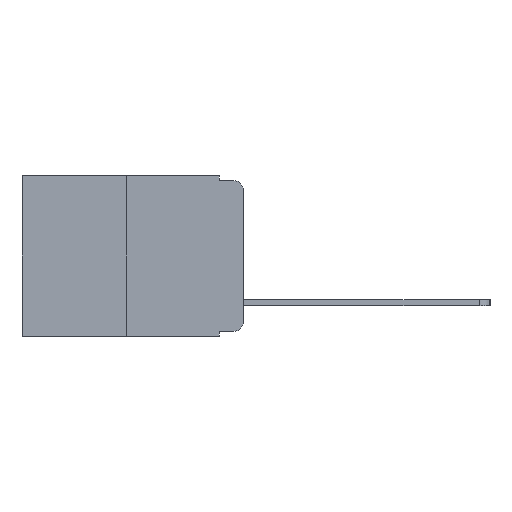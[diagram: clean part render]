
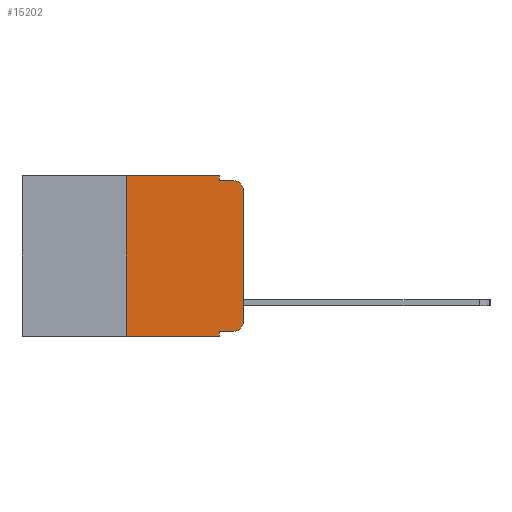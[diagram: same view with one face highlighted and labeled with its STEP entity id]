
A CAD part, left-side view. The second image highlights one B-rep face of the part: STEP entity #15202.
In plain terms, the highlighted planar face has unit normal (-1, 0, 0).
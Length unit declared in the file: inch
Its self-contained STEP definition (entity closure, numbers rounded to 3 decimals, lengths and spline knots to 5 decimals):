
#26 = CARTESIAN_POINT ( 'NONE',  ( 0., 0.051, -0.343 ) ) ;
#85 = CIRCLE ( 'NONE', #3409, 0.02 ) ;
#90 = DIRECTION ( 'NONE',  ( 0., -1., 0. ) ) ;
#1213 = PLANE ( 'NONE',  #6935 ) ;
#1319 = LINE ( 'NONE', #1785, #8871 ) ;
#1725 = EDGE_CURVE ( 'NONE', #4854, #4965, #15423, .T. ) ;
#1785 = CARTESIAN_POINT ( 'NONE',  ( 0., 0.051, -0.333 ) ) ;
#2871 = DIRECTION ( 'NONE',  ( 0., -1., 0. ) ) ;
#3151 = LINE ( 'NONE', #15056, #7161 ) ;
#3174 = FACE_OUTER_BOUND ( 'NONE', #9796, .T. ) ;
#3211 = CARTESIAN_POINT ( 'NONE',  ( 0., 0.02, -0.333 ) ) ;
#3355 = ORIENTED_EDGE ( 'NONE', *, *, #8486, .T. ) ;
#3409 = AXIS2_PLACEMENT_3D ( 'NONE', #12457, #3875, #13796 ) ;
#3743 = ORIENTED_EDGE ( 'NONE', *, *, #14224, .T. ) ;
#3875 = DIRECTION ( 'NONE',  ( -1., 0., 0. ) ) ;
#3980 = VERTEX_POINT ( 'NONE', #13822 ) ;
#4275 = DIRECTION ( 'NONE',  ( 0., 0., -1. ) ) ;
#4282 = DIRECTION ( 'NONE',  ( -1., 0., 0. ) ) ;
#4290 = VECTOR ( 'NONE', #90, 39.37008 ) ;
#4585 = EDGE_CURVE ( 'NONE', #6803, #6117, #85, .T. ) ;
#4663 = CARTESIAN_POINT ( 'NONE',  ( 0., 0.25, 0. ) ) ;
#4854 = VERTEX_POINT ( 'NONE', #14261 ) ;
#4965 = VERTEX_POINT ( 'NONE', #17129 ) ;
#5024 = DIRECTION ( 'NONE',  ( 0., 0., -1. ) ) ;
#5096 = EDGE_CURVE ( 'NONE', #15884, #7428, #15080, .T. ) ;
#5265 = CARTESIAN_POINT ( 'NONE',  ( 0., 0.051, -0.333 ) ) ;
#5316 = CARTESIAN_POINT ( 'NONE',  ( 0., 0.02, -0.03 ) ) ;
#5622 = VECTOR ( 'NONE', #5024, 39.37008 ) ;
#5650 = ORIENTED_EDGE ( 'NONE', *, *, #4585, .T. ) ;
#5914 = DIRECTION ( 'NONE',  ( 1., 0., 0. ) ) ;
#6031 = ORIENTED_EDGE ( 'NONE', *, *, #8057, .F. ) ;
#6032 = ORIENTED_EDGE ( 'NONE', *, *, #8546, .F. ) ;
#6117 = VERTEX_POINT ( 'NONE', #11078 ) ;
#6803 = VERTEX_POINT ( 'NONE', #3211 ) ;
#6935 = AXIS2_PLACEMENT_3D ( 'NONE', #14205, #5914, #15638 ) ;
#7161 = VECTOR ( 'NONE', #10925, 39.37008 ) ;
#7428 = VERTEX_POINT ( 'NONE', #17460 ) ;
#8057 = EDGE_CURVE ( 'NONE', #15829, #17987, #9428, .T. ) ;
#8390 = VECTOR ( 'NONE', #2871, 39.37008 ) ;
#8486 = EDGE_CURVE ( 'NONE', #12429, #17987, #15285, .T. ) ;
#8546 = EDGE_CURVE ( 'NONE', #3980, #4965, #14441, .T. ) ;
#8871 = VECTOR ( 'NONE', #10633, 39.37008 ) ;
#9043 = DIRECTION ( 'NONE',  ( 0., 0., 1. ) ) ;
#9260 = EDGE_CURVE ( 'NONE', #12429, #15884, #14192, .T. ) ;
#9428 = LINE ( 'NONE', #17495, #5622 ) ;
#9503 = AXIS2_PLACEMENT_3D ( 'NONE', #5316, #4282, #4275 ) ;
#9796 = EDGE_LOOP ( 'NONE', ( #16194, #12843, #6032, #11946, #10113, #14674, #3355, #6031, #3743, #5650 ) ) ;
#10113 = ORIENTED_EDGE ( 'NONE', *, *, #5096, .F. ) ;
#10348 = VECTOR ( 'NONE', #15789, 39.37008 ) ;
#10525 = CARTESIAN_POINT ( 'NONE',  ( 0., 0.473, 0. ) ) ;
#10633 = DIRECTION ( 'NONE',  ( 0., -1., 0. ) ) ;
#10925 = DIRECTION ( 'NONE',  ( 0., 0., 1. ) ) ;
#11078 = CARTESIAN_POINT ( 'NONE',  ( 0., 0., -0.313 ) ) ;
#11112 = CARTESIAN_POINT ( 'NONE',  ( 0., 0.25, 0. ) ) ;
#11563 = CARTESIAN_POINT ( 'NONE',  ( 0., 0.473, -0.343 ) ) ;
#11946 = ORIENTED_EDGE ( 'NONE', *, *, #14778, .F. ) ;
#12429 = VERTEX_POINT ( 'NONE', #14810 ) ;
#12457 = CARTESIAN_POINT ( 'NONE',  ( 0., 0.02, -0.313 ) ) ;
#12843 = ORIENTED_EDGE ( 'NONE', *, *, #1725, .T. ) ;
#13086 = EDGE_CURVE ( 'NONE', #6117, #4854, #3151, .T. ) ;
#13765 = VECTOR ( 'NONE', #9043, 39.37008 ) ;
#13796 = DIRECTION ( 'NONE',  ( 0., 0., -1. ) ) ;
#13822 = CARTESIAN_POINT ( 'NONE',  ( 0., 0.051, -0.01 ) ) ;
#14126 = LINE ( 'NONE', #14696, #17300 ) ;
#14192 = LINE ( 'NONE', #4663, #13765 ) ;
#14205 = CARTESIAN_POINT ( 'NONE',  ( 0., 0.473, 0. ) ) ;
#14224 = EDGE_CURVE ( 'NONE', #15829, #6803, #1319, .T. ) ;
#14261 = CARTESIAN_POINT ( 'NONE',  ( 0., 0., -0.03 ) ) ;
#14421 = CARTESIAN_POINT ( 'NONE',  ( 0., 0.051, -0.01 ) ) ;
#14441 = LINE ( 'NONE', #14421, #10348 ) ;
#14674 = ORIENTED_EDGE ( 'NONE', *, *, #9260, .F. ) ;
#14696 = CARTESIAN_POINT ( 'NONE',  ( 0., 0.051, 0. ) ) ;
#14778 = EDGE_CURVE ( 'NONE', #7428, #3980, #14126, .T. ) ;
#14810 = CARTESIAN_POINT ( 'NONE',  ( 0., 0.25, -0.343 ) ) ;
#15056 = CARTESIAN_POINT ( 'NONE',  ( 0., 0., 0. ) ) ;
#15080 = LINE ( 'NONE', #10525, #4290 ) ;
#15202 = ADVANCED_FACE ( 'NONE', ( #3174 ), #1213, .F. ) ;
#15285 = LINE ( 'NONE', #11563, #8390 ) ;
#15423 = CIRCLE ( 'NONE', #9503, 0.02 ) ;
#15638 = DIRECTION ( 'NONE',  ( 0., 0., -1. ) ) ;
#15789 = DIRECTION ( 'NONE',  ( 0., -1., 0. ) ) ;
#15829 = VERTEX_POINT ( 'NONE', #5265 ) ;
#15884 = VERTEX_POINT ( 'NONE', #11112 ) ;
#16078 = DIRECTION ( 'NONE',  ( 0., 0., -1. ) ) ;
#16194 = ORIENTED_EDGE ( 'NONE', *, *, #13086, .T. ) ;
#17129 = CARTESIAN_POINT ( 'NONE',  ( 0., 0.02, -0.01 ) ) ;
#17300 = VECTOR ( 'NONE', #16078, 39.37008 ) ;
#17460 = CARTESIAN_POINT ( 'NONE',  ( 0., 0.051, 0. ) ) ;
#17495 = CARTESIAN_POINT ( 'NONE',  ( 0., 0.051, 0. ) ) ;
#17987 = VERTEX_POINT ( 'NONE', #26 ) ;
